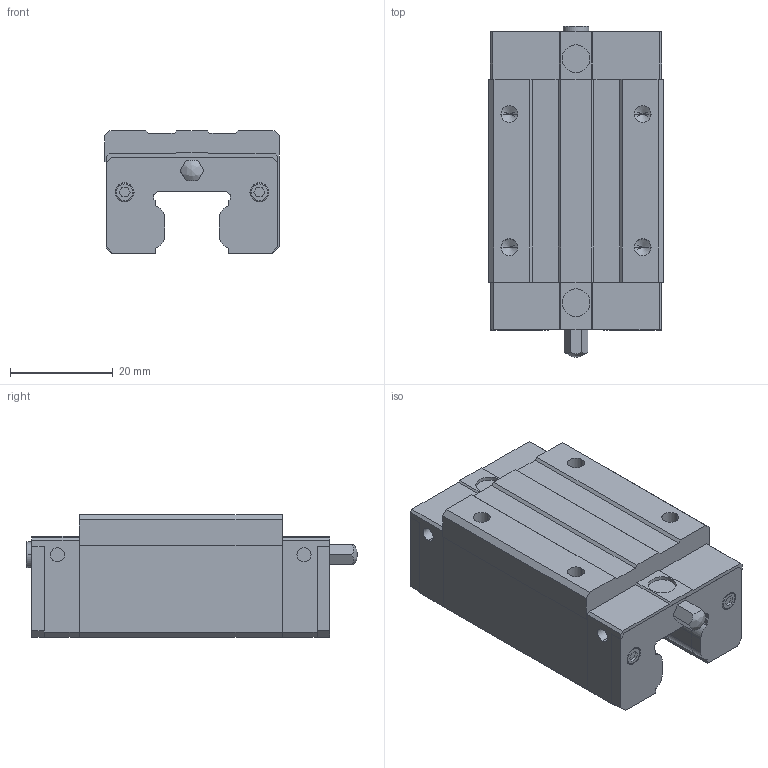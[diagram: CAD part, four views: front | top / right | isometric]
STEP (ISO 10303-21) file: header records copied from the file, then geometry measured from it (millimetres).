
FILE_DESCRIPTION(('STEP AP214'),'1');
FILE_NAME('cctmp_C2CBC167-A5B6-4B81-9639-7F3AA02801FE_2024_08_20_20_44_59_0372..stp','2024-08-20T18:44:59',('HIWIN GmbH'),('CADClick - www.CADClick.com'),'Spatial InterOp 3D',' ','unknown authorization');
FILE_SCHEMA(('AUTOMOTIVE_DESIGN'));
Length unit declared in the file: millimetre
Products named in the file (1): CGH15CAZ0C_FILE
Bounding box: 34 x 64.6 x 23.9 mm (x, y, z)
Volume: 34821 mm3; surface area: 10219.4 mm2
Topology: 1 solids, 1 shells, 295 faces, 780 edges, 504 vertices
Faces by surface type: plane 182, cylinder 94, torus 10, cone 8, bspline 1
Entity records: 11462 total; most frequent: CARTESIAN_POINT 1641, DIRECTION 1550, ORIENTED_EDGE 1544, EDGE_CURVE 772, LINE 572, VECTOR 572, VERTEX_POINT 504, AXIS2_PLACEMENT_3D 489
